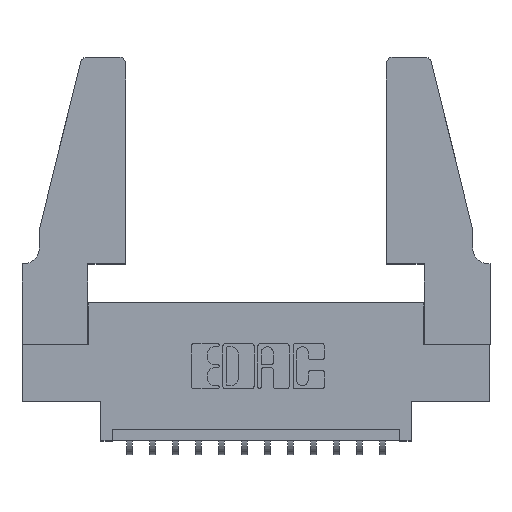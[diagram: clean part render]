
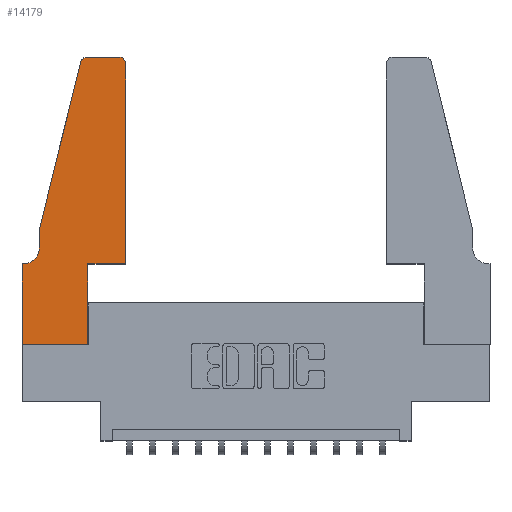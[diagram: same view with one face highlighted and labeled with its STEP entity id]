
A CAD part, top view. The second image highlights one B-rep face of the part: STEP entity #14179.
In plain terms, the highlighted planar face has unit normal (0, 0, 1).
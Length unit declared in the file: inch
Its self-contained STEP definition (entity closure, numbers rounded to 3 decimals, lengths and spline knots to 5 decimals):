
#192 = EDGE_CURVE ( 'NONE', #10430, #5911, #8550, .T. ) ;
#205 = VECTOR ( 'NONE', #13649, 39.37008 ) ;
#310 = EDGE_CURVE ( 'NONE', #14719, #6229, #5181, .T. ) ;
#352 = LINE ( 'NONE', #9393, #6838 ) ;
#384 = VERTEX_POINT ( 'NONE', #8686 ) ;
#456 = ORIENTED_EDGE ( 'NONE', *, *, #8906, .T. ) ;
#595 = EDGE_CURVE ( 'NONE', #6229, #384, #1167, .T. ) ;
#954 = ORIENTED_EDGE ( 'NONE', *, *, #14460, .T. ) ;
#1066 = CARTESIAN_POINT ( 'NONE',  ( 0.2865, 0.35, 0.37 ) ) ;
#1073 = CARTESIAN_POINT ( 'NONE',  ( 0.0755, 0.35, 0.37 ) ) ;
#1133 = DIRECTION ( 'NONE',  ( 0., 0., 1. ) ) ;
#1167 = CIRCLE ( 'NONE', #7484, 0.03 ) ;
#1194 = CARTESIAN_POINT ( 'NONE',  ( 0., 0.35, 0.37 ) ) ;
#1254 = CARTESIAN_POINT ( 'NONE',  ( 0.4505, 1.22, 0.37 ) ) ;
#1274 = ORIENTED_EDGE ( 'NONE', *, *, #1915, .T. ) ;
#1322 = CARTESIAN_POINT ( 'NONE',  ( 0.2605, 1.25, 0.37 ) ) ;
#1362 = EDGE_CURVE ( 'NONE', #7506, #11438, #3974, .T. ) ;
#1415 = DIRECTION ( 'NONE',  ( 0., 0., -1. ) ) ;
#1533 = CARTESIAN_POINT ( 'NONE',  ( 0.4205, 1.25, 0.37 ) ) ;
#1574 = CARTESIAN_POINT ( 'NONE',  ( 0., 0., 0.37 ) ) ;
#1632 = DIRECTION ( 'NONE',  ( 0., 1., 0. ) ) ;
#1634 = AXIS2_PLACEMENT_3D ( 'NONE', #12015, #1415, #2673 ) ;
#1876 = VERTEX_POINT ( 'NONE', #3639 ) ;
#1915 = EDGE_CURVE ( 'NONE', #12691, #14719, #2732, .T. ) ;
#2221 = DIRECTION ( 'NONE',  ( -1., 0., 0. ) ) ;
#2578 = VECTOR ( 'NONE', #2221, 39.37008 ) ;
#2597 = VERTEX_POINT ( 'NONE', #3133 ) ;
#2673 = DIRECTION ( 'NONE',  ( -1., 0., 0. ) ) ;
#2732 = CIRCLE ( 'NONE', #3036, 0.03 ) ;
#2824 = DIRECTION ( 'NONE',  ( 0., -1., 0. ) ) ;
#2999 = CARTESIAN_POINT ( 'NONE',  ( 0.0055, 0.35, 0.37 ) ) ;
#3036 = AXIS2_PLACEMENT_3D ( 'NONE', #9440, #4773, #15414 ) ;
#3048 = VECTOR ( 'NONE', #7931, 39.37008 ) ;
#3133 = CARTESIAN_POINT ( 'NONE',  ( 0.0755, 0.5, 0.37 ) ) ;
#3257 = DIRECTION ( 'NONE',  ( 1., 0., 0. ) ) ;
#3639 = CARTESIAN_POINT ( 'NONE',  ( 0., 0., 0.37 ) ) ;
#3905 = VECTOR ( 'NONE', #2824, 39.37008 ) ;
#3974 = LINE ( 'NONE', #8763, #14635 ) ;
#4002 = LINE ( 'NONE', #12804, #3048 ) ;
#4266 = LINE ( 'NONE', #1574, #3905 ) ;
#4689 = PLANE ( 'NONE',  #11454 ) ;
#4773 = DIRECTION ( 'NONE',  ( 0., 0., 1. ) ) ;
#5154 = ORIENTED_EDGE ( 'NONE', *, *, #12197, .T. ) ;
#5181 = LINE ( 'NONE', #1322, #9320 ) ;
#5738 = EDGE_CURVE ( 'NONE', #384, #2597, #4002, .T. ) ;
#5911 = VERTEX_POINT ( 'NONE', #2999 ) ;
#6229 = VERTEX_POINT ( 'NONE', #14709 ) ;
#6265 = LINE ( 'NONE', #1073, #2578 ) ;
#6514 = VERTEX_POINT ( 'NONE', #1194 ) ;
#6685 = ORIENTED_EDGE ( 'NONE', *, *, #5738, .T. ) ;
#6838 = VECTOR ( 'NONE', #14556, 39.37008 ) ;
#7382 = VECTOR ( 'NONE', #12760, 39.37008 ) ;
#7430 = EDGE_CURVE ( 'NONE', #11438, #12975, #352, .T. ) ;
#7484 = AXIS2_PLACEMENT_3D ( 'NONE', #10094, #7722, #11336 ) ;
#7506 = VERTEX_POINT ( 'NONE', #14220 ) ;
#7578 = ORIENTED_EDGE ( 'NONE', *, *, #310, .T. ) ;
#7679 = EDGE_CURVE ( 'NONE', #5911, #6514, #6265, .T. ) ;
#7722 = DIRECTION ( 'NONE',  ( 0., 0., 1. ) ) ;
#7727 = LINE ( 'NONE', #11753, #13898 ) ;
#7931 = DIRECTION ( 'NONE',  ( -0.239, -0.971, 0. ) ) ;
#8257 = CARTESIAN_POINT ( 'NONE',  ( 0., 0.35, 0.37 ) ) ;
#8550 = CIRCLE ( 'NONE', #1634, 0.07 ) ;
#8663 = DIRECTION ( 'NONE',  ( 1., 0., 0. ) ) ;
#8686 = CARTESIAN_POINT ( 'NONE',  ( 0.25487, 1.22718, 0.37 ) ) ;
#8763 = CARTESIAN_POINT ( 'NONE',  ( 0.2865, 0.35, 0.37 ) ) ;
#8906 = EDGE_CURVE ( 'NONE', #1876, #7506, #7727, .T. ) ;
#9215 = ORIENTED_EDGE ( 'NONE', *, *, #7430, .T. ) ;
#9320 = VECTOR ( 'NONE', #14515, 39.37008 ) ;
#9393 = CARTESIAN_POINT ( 'NONE',  ( 0.4505, 0.35, 0.37 ) ) ;
#9440 = CARTESIAN_POINT ( 'NONE',  ( 0.4205, 1.22, 0.37 ) ) ;
#9524 = ORIENTED_EDGE ( 'NONE', *, *, #192, .T. ) ;
#10094 = CARTESIAN_POINT ( 'NONE',  ( 0.284, 1.22, 0.37 ) ) ;
#10203 = EDGE_LOOP ( 'NONE', ( #7578, #13642, #6685, #5154, #9524, #13270, #12310, #456, #10452, #9215, #954, #1274 ) ) ;
#10430 = VERTEX_POINT ( 'NONE', #14869 ) ;
#10452 = ORIENTED_EDGE ( 'NONE', *, *, #1362, .T. ) ;
#10587 = LINE ( 'NONE', #15073, #7382 ) ;
#11295 = CARTESIAN_POINT ( 'NONE',  ( 0.0755, 0.5, 0.37 ) ) ;
#11323 = CARTESIAN_POINT ( 'NONE',  ( 0.4505, 0.35, 0.37 ) ) ;
#11336 = DIRECTION ( 'NONE',  ( 1., 0., 0. ) ) ;
#11438 = VERTEX_POINT ( 'NONE', #1066 ) ;
#11454 = AXIS2_PLACEMENT_3D ( 'NONE', #8257, #1133, #3257 ) ;
#11753 = CARTESIAN_POINT ( 'NONE',  ( 0., 0., 0.37 ) ) ;
#12015 = CARTESIAN_POINT ( 'NONE',  ( 0.0055, 0.42, 0.37 ) ) ;
#12192 = EDGE_CURVE ( 'NONE', #6514, #1876, #4266, .T. ) ;
#12197 = EDGE_CURVE ( 'NONE', #2597, #10430, #12291, .T. ) ;
#12291 = LINE ( 'NONE', #11295, #205 ) ;
#12310 = ORIENTED_EDGE ( 'NONE', *, *, #12192, .T. ) ;
#12691 = VERTEX_POINT ( 'NONE', #1254 ) ;
#12760 = DIRECTION ( 'NONE',  ( 0., 1., 0. ) ) ;
#12804 = CARTESIAN_POINT ( 'NONE',  ( 0.0755, 0.5, 0.37 ) ) ;
#12975 = VERTEX_POINT ( 'NONE', #11323 ) ;
#13270 = ORIENTED_EDGE ( 'NONE', *, *, #7679, .T. ) ;
#13381 = FACE_OUTER_BOUND ( 'NONE', #10203, .T. ) ;
#13642 = ORIENTED_EDGE ( 'NONE', *, *, #595, .T. ) ;
#13649 = DIRECTION ( 'NONE',  ( 0., -1., 0. ) ) ;
#13898 = VECTOR ( 'NONE', #8663, 39.37008 ) ;
#14179 = ADVANCED_FACE ( 'NONE', ( #13381 ), #4689, .T. ) ;
#14220 = CARTESIAN_POINT ( 'NONE',  ( 0.2865, 0., 0.37 ) ) ;
#14460 = EDGE_CURVE ( 'NONE', #12975, #12691, #10587, .T. ) ;
#14515 = DIRECTION ( 'NONE',  ( -1., 0., 0. ) ) ;
#14556 = DIRECTION ( 'NONE',  ( 1., 0., 0. ) ) ;
#14635 = VECTOR ( 'NONE', #1632, 39.37008 ) ;
#14709 = CARTESIAN_POINT ( 'NONE',  ( 0.284, 1.25, 0.37 ) ) ;
#14719 = VERTEX_POINT ( 'NONE', #1533 ) ;
#14869 = CARTESIAN_POINT ( 'NONE',  ( 0.0755, 0.42, 0.37 ) ) ;
#15073 = CARTESIAN_POINT ( 'NONE',  ( 0.4505, 0.35, 0.37 ) ) ;
#15414 = DIRECTION ( 'NONE',  ( 1., 0., 0. ) ) ;
